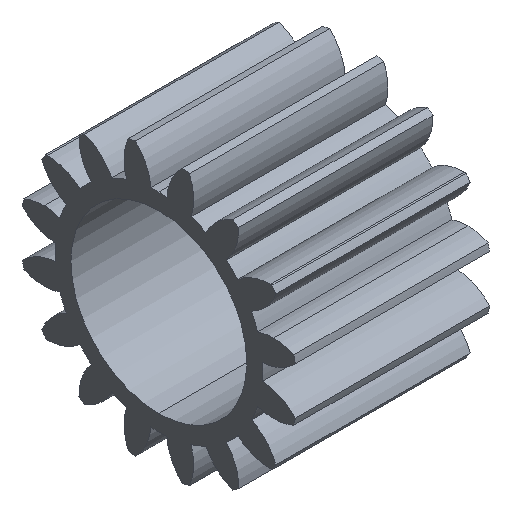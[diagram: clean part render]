
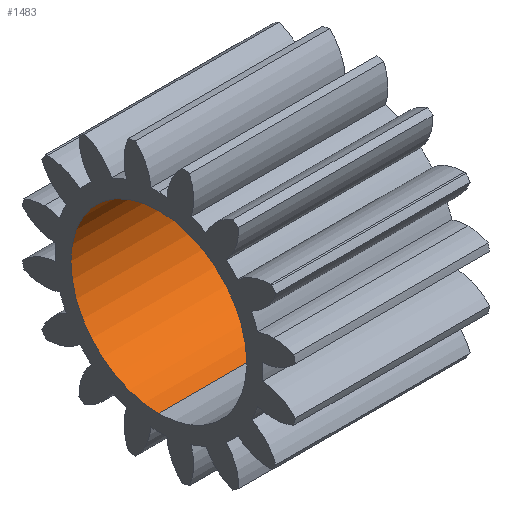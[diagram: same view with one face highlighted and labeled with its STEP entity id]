
A CAD part, isometric view. The second image highlights one B-rep face of the part: STEP entity #1483.
In plain terms, the highlighted cylindrical face has radius 4 mm (diameter 8 mm), a partial arc.
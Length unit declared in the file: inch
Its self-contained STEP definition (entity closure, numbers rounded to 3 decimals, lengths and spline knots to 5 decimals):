
#32 = ORIENTED_EDGE ( 'NONE', *, *, #1387, .F. ) ;
#74 = CARTESIAN_POINT ( 'NONE',  ( 0.13321, -0.02032, -0.16328 ) ) ;
#104 = CARTESIAN_POINT ( 'NONE',  ( 0.13321, -0.02032, 0.15168 ) ) ;
#258 = ORIENTED_EDGE ( 'NONE', *, *, #1169, .T. ) ;
#401 = VERTEX_POINT ( 'NONE', #74 ) ;
#413 = AXIS2_PLACEMENT_3D ( 'NONE', #2168, #788, #1775 ) ;
#460 = DIRECTION ( 'NONE',  ( -1., 0., 0. ) ) ;
#515 = DIRECTION ( 'NONE',  ( -1., 0., 0. ) ) ;
#546 = ORIENTED_EDGE ( 'NONE', *, *, #2502, .F. ) ;
#601 = VERTEX_POINT ( 'NONE', #2503 ) ;
#653 = LINE ( 'NONE', #2420, #2109 ) ;
#676 = CIRCLE ( 'NONE', #707, 0.15748 ) ;
#707 = AXIS2_PLACEMENT_3D ( 'NONE', #2104, #926, #2297 ) ;
#788 = DIRECTION ( 'NONE',  ( -1., 0., 0. ) ) ;
#887 = EDGE_CURVE ( 'NONE', #936, #401, #1285, .T. ) ;
#922 = AXIS2_PLACEMENT_3D ( 'NONE', #1116, #2487, #1312 ) ;
#926 = DIRECTION ( 'NONE',  ( 1., 0., 0. ) ) ;
#936 = VERTEX_POINT ( 'NONE', #104 ) ;
#1015 = VERTEX_POINT ( 'NONE', #2316 ) ;
#1116 = CARTESIAN_POINT ( 'NONE',  ( 0.13321, -0.02032, -0.0058 ) ) ;
#1169 = EDGE_CURVE ( 'NONE', #936, #601, #653, .T. ) ;
#1215 = VECTOR ( 'NONE', #515, 39.37008 ) ;
#1285 = CIRCLE ( 'NONE', #922, 0.15748 ) ;
#1312 = DIRECTION ( 'NONE',  ( 0., 0., 1. ) ) ;
#1387 = EDGE_CURVE ( 'NONE', #401, #1015, #2253, .T. ) ;
#1483 = ADVANCED_FACE ( 'NONE', ( #2131 ), #2541, .F. ) ;
#1699 = CARTESIAN_POINT ( 'NONE',  ( 1.75368, -0.02032, -0.16328 ) ) ;
#1775 = DIRECTION ( 'NONE',  ( 0., 0., 1. ) ) ;
#1862 = ORIENTED_EDGE ( 'NONE', *, *, #887, .F. ) ;
#1949 = EDGE_LOOP ( 'NONE', ( #32, #1862, #258, #546 ) ) ;
#2104 = CARTESIAN_POINT ( 'NONE',  ( -0.21483, -0.02032, -0.0058 ) ) ;
#2109 = VECTOR ( 'NONE', #460, 39.37008 ) ;
#2131 = FACE_OUTER_BOUND ( 'NONE', #1949, .T. ) ;
#2168 = CARTESIAN_POINT ( 'NONE',  ( 1.75368, -0.02032, -0.0058 ) ) ;
#2253 = LINE ( 'NONE', #1699, #1215 ) ;
#2297 = DIRECTION ( 'NONE',  ( 0., 0., 1. ) ) ;
#2316 = CARTESIAN_POINT ( 'NONE',  ( -0.21483, -0.02032, -0.16328 ) ) ;
#2420 = CARTESIAN_POINT ( 'NONE',  ( 1.75368, -0.02032, 0.15168 ) ) ;
#2487 = DIRECTION ( 'NONE',  ( -1., 0., 0. ) ) ;
#2502 = EDGE_CURVE ( 'NONE', #1015, #601, #676, .T. ) ;
#2503 = CARTESIAN_POINT ( 'NONE',  ( -0.21483, -0.02032, 0.15168 ) ) ;
#2541 = CYLINDRICAL_SURFACE ( 'NONE', #413, 0.15748 ) ;
